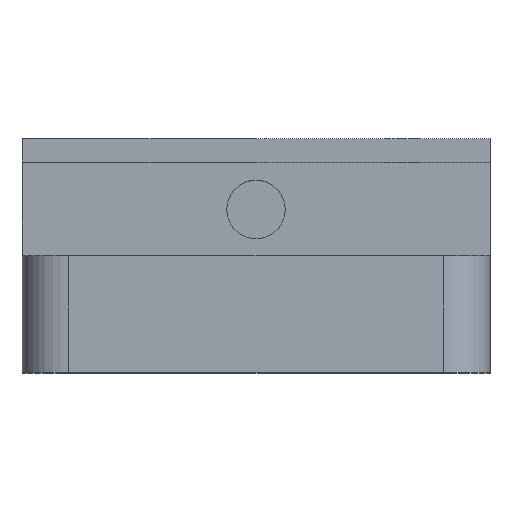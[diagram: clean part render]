
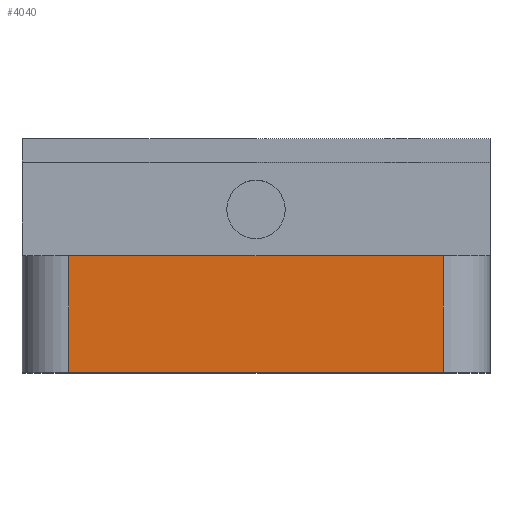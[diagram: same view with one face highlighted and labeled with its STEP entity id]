
A CAD part, top view. The second image highlights one B-rep face of the part: STEP entity #4040.
In plain terms, the highlighted planar face has unit normal (0, 0, 1).
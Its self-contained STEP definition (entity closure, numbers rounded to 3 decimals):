
#2554 = PLANE('',#2555);
#2555 = AXIS2_PLACEMENT_3D('',#2556,#2557,#2558);
#2556 = CARTESIAN_POINT('',(-20.,-14.,-4.));
#2557 = DIRECTION('',(0.,-1.,0.));
#2558 = DIRECTION('',(1.,0.,0.));
#2689 = PLANE('',#2690);
#2690 = AXIS2_PLACEMENT_3D('',#2691,#2692,#2693);
#2691 = CARTESIAN_POINT('',(-20.,-4.,-4.));
#2692 = DIRECTION('',(0.,-1.,0.));
#2693 = DIRECTION('',(1.,0.,0.));
#2715 = CYLINDRICAL_SURFACE('',#2716,4.);
#2716 = AXIS2_PLACEMENT_3D('',#2717,#2718,#2719);
#2717 = CARTESIAN_POINT('',(-16.,-4.,32.));
#2718 = DIRECTION('',(0.,-1.,0.));
#2719 = DIRECTION('',(-1.,0.,0.));
#3152 = CYLINDRICAL_SURFACE('',#3153,4.);
#3153 = AXIS2_PLACEMENT_3D('',#3154,#3155,#3156);
#3154 = CARTESIAN_POINT('',(16.,-4.,32.));
#3155 = DIRECTION('',(0.,-1.,0.));
#3156 = DIRECTION('',(0.,0.,1.));
#3201 = VERTEX_POINT('',#3202);
#3202 = CARTESIAN_POINT('',(16.,-14.,36.));
#3228 = EDGE_CURVE('',#3229,#3201,#3231,.T.);
#3229 = VERTEX_POINT('',#3230);
#3230 = CARTESIAN_POINT('',(-16.,-14.,36.));
#3231 = SURFACE_CURVE('',#3232,(#3236,#3243),.PCURVE_S1.);
#3232 = LINE('',#3233,#3234);
#3233 = CARTESIAN_POINT('',(-20.,-14.,36.));
#3234 = VECTOR('',#3235,1.);
#3235 = DIRECTION('',(1.,0.,0.));
#3236 = PCURVE('',#2554,#3237);
#3237 = DEFINITIONAL_REPRESENTATION('',(#3238),#3242);
#3238 = LINE('',#3239,#3240);
#3239 = CARTESIAN_POINT('',(0.,40.));
#3240 = VECTOR('',#3241,1.);
#3241 = DIRECTION('',(1.,0.));
#3242 = ( GEOMETRIC_REPRESENTATION_CONTEXT(2) 
PARAMETRIC_REPRESENTATION_CONTEXT() REPRESENTATION_CONTEXT('2D SPACE',''
  ) );
#3243 = PCURVE('',#3244,#3249);
#3244 = PLANE('',#3245);
#3245 = AXIS2_PLACEMENT_3D('',#3246,#3247,#3248);
#3246 = CARTESIAN_POINT('',(-20.,-4.,36.));
#3247 = DIRECTION('',(0.,0.,1.));
#3248 = DIRECTION('',(0.,-1.,0.));
#3249 = DEFINITIONAL_REPRESENTATION('',(#3250),#3254);
#3250 = LINE('',#3251,#3252);
#3251 = CARTESIAN_POINT('',(10.,0.));
#3252 = VECTOR('',#3253,1.);
#3253 = DIRECTION('',(0.,1.));
#3254 = ( GEOMETRIC_REPRESENTATION_CONTEXT(2) 
PARAMETRIC_REPRESENTATION_CONTEXT() REPRESENTATION_CONTEXT('2D SPACE',''
  ) );
#3411 = EDGE_CURVE('',#3412,#3229,#3414,.T.);
#3412 = VERTEX_POINT('',#3413);
#3413 = CARTESIAN_POINT('',(-16.,-4.,36.));
#3414 = SURFACE_CURVE('',#3415,(#3419,#3426),.PCURVE_S1.);
#3415 = LINE('',#3416,#3417);
#3416 = CARTESIAN_POINT('',(-16.,-4.,36.));
#3417 = VECTOR('',#3418,1.);
#3418 = DIRECTION('',(0.,-1.,0.));
#3419 = PCURVE('',#2715,#3420);
#3420 = DEFINITIONAL_REPRESENTATION('',(#3421),#3425);
#3421 = LINE('',#3422,#3423);
#3422 = CARTESIAN_POINT('',(4.712,0.));
#3423 = VECTOR('',#3424,1.);
#3424 = DIRECTION('',(-0.,1.));
#3425 = ( GEOMETRIC_REPRESENTATION_CONTEXT(2) 
PARAMETRIC_REPRESENTATION_CONTEXT() REPRESENTATION_CONTEXT('2D SPACE',''
  ) );
#3426 = PCURVE('',#3244,#3427);
#3427 = DEFINITIONAL_REPRESENTATION('',(#3428),#3432);
#3428 = LINE('',#3429,#3430);
#3429 = CARTESIAN_POINT('',(0.,4.));
#3430 = VECTOR('',#3431,1.);
#3431 = DIRECTION('',(1.,0.));
#3432 = ( GEOMETRIC_REPRESENTATION_CONTEXT(2) 
PARAMETRIC_REPRESENTATION_CONTEXT() REPRESENTATION_CONTEXT('2D SPACE',''
  ) );
#3467 = VERTEX_POINT('',#3468);
#3468 = CARTESIAN_POINT('',(16.,-4.,36.));
#3494 = EDGE_CURVE('',#3412,#3467,#3495,.T.);
#3495 = SURFACE_CURVE('',#3496,(#3500,#3507),.PCURVE_S1.);
#3496 = LINE('',#3497,#3498);
#3497 = CARTESIAN_POINT('',(-20.,-4.,36.));
#3498 = VECTOR('',#3499,1.);
#3499 = DIRECTION('',(1.,0.,0.));
#3500 = PCURVE('',#2689,#3501);
#3501 = DEFINITIONAL_REPRESENTATION('',(#3502),#3506);
#3502 = LINE('',#3503,#3504);
#3503 = CARTESIAN_POINT('',(0.,40.));
#3504 = VECTOR('',#3505,1.);
#3505 = DIRECTION('',(1.,0.));
#3506 = ( GEOMETRIC_REPRESENTATION_CONTEXT(2) 
PARAMETRIC_REPRESENTATION_CONTEXT() REPRESENTATION_CONTEXT('2D SPACE',''
  ) );
#3507 = PCURVE('',#3244,#3508);
#3508 = DEFINITIONAL_REPRESENTATION('',(#3509),#3513);
#3509 = LINE('',#3510,#3511);
#3510 = CARTESIAN_POINT('',(0.,0.));
#3511 = VECTOR('',#3512,1.);
#3512 = DIRECTION('',(0.,1.));
#3513 = ( GEOMETRIC_REPRESENTATION_CONTEXT(2) 
PARAMETRIC_REPRESENTATION_CONTEXT() REPRESENTATION_CONTEXT('2D SPACE',''
  ) );
#4017 = EDGE_CURVE('',#3467,#3201,#4018,.T.);
#4018 = SURFACE_CURVE('',#4019,(#4023,#4030),.PCURVE_S1.);
#4019 = LINE('',#4020,#4021);
#4020 = CARTESIAN_POINT('',(16.,-4.,36.));
#4021 = VECTOR('',#4022,1.);
#4022 = DIRECTION('',(0.,-1.,0.));
#4023 = PCURVE('',#3152,#4024);
#4024 = DEFINITIONAL_REPRESENTATION('',(#4025),#4029);
#4025 = LINE('',#4026,#4027);
#4026 = CARTESIAN_POINT('',(6.283,0.));
#4027 = VECTOR('',#4028,1.);
#4028 = DIRECTION('',(-0.,1.));
#4029 = ( GEOMETRIC_REPRESENTATION_CONTEXT(2) 
PARAMETRIC_REPRESENTATION_CONTEXT() REPRESENTATION_CONTEXT('2D SPACE',''
  ) );
#4030 = PCURVE('',#3244,#4031);
#4031 = DEFINITIONAL_REPRESENTATION('',(#4032),#4036);
#4032 = LINE('',#4033,#4034);
#4033 = CARTESIAN_POINT('',(0.,36.));
#4034 = VECTOR('',#4035,1.);
#4035 = DIRECTION('',(1.,0.));
#4036 = ( GEOMETRIC_REPRESENTATION_CONTEXT(2) 
PARAMETRIC_REPRESENTATION_CONTEXT() REPRESENTATION_CONTEXT('2D SPACE',''
  ) );
#4040 = ADVANCED_FACE('',(#4041),#3244,.T.);
#4041 = FACE_BOUND('',#4042,.T.);
#4042 = EDGE_LOOP('',(#4043,#4044,#4045,#4046));
#4043 = ORIENTED_EDGE('',*,*,#3494,.F.);
#4044 = ORIENTED_EDGE('',*,*,#3411,.T.);
#4045 = ORIENTED_EDGE('',*,*,#3228,.T.);
#4046 = ORIENTED_EDGE('',*,*,#4017,.F.);
